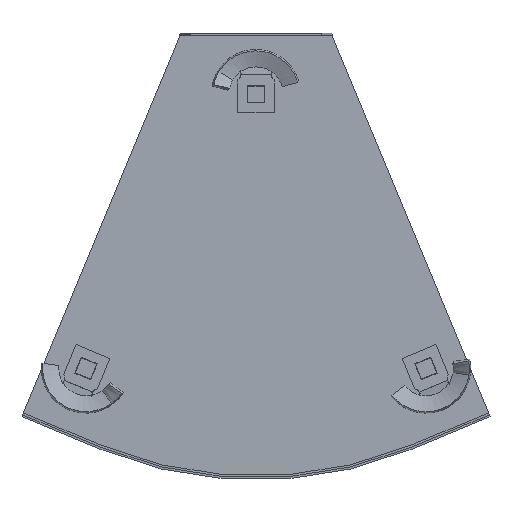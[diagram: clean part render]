
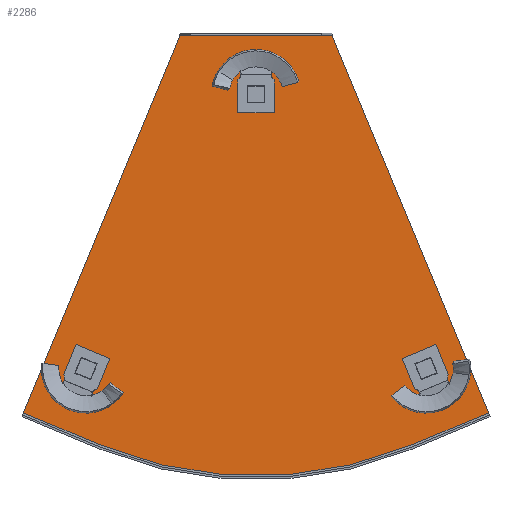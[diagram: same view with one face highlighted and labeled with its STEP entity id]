
A CAD part, front view. The second image highlights one B-rep face of the part: STEP entity #2286.
In plain terms, the highlighted planar face has unit normal (0, -1, 0).
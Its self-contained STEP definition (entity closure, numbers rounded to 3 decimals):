
#65 = LINE ( 'NONE', #1387, #4652 ) ;
#119 = ORIENTED_EDGE ( 'NONE', *, *, #2655, .F. ) ;
#195 = CARTESIAN_POINT ( 'NONE',  ( 37.399, -1., -12.621 ) ) ;
#206 = CARTESIAN_POINT ( 'NONE',  ( 114.338, -1., -198.063 ) ) ;
#207 = DIRECTION ( 'NONE',  ( 0., -1., 0. ) ) ;
#213 = DIRECTION ( 'NONE',  ( 0., 0., 1. ) ) ;
#307 = AXIS2_PLACEMENT_3D ( 'NONE', #3139, #3565, #5361 ) ;
#310 = CARTESIAN_POINT ( 'NONE',  ( -37.75, -1., -13.27 ) ) ;
#326 = ORIENTED_EDGE ( 'NONE', *, *, #772, .F. ) ;
#456 = DIRECTION ( 'NONE',  ( 0., -1., 0. ) ) ;
#482 = ORIENTED_EDGE ( 'NONE', *, *, #707, .F. ) ;
#602 = CARTESIAN_POINT ( 'NONE',  ( 0., -1., -49.55 ) ) ;
#707 = EDGE_CURVE ( 'NONE', #1600, #5412, #5404, .T. ) ;
#716 = EDGE_CURVE ( 'NONE', #3254, #4988, #3456, .T. ) ;
#730 = DIRECTION ( 'NONE',  ( 0., -1., 0. ) ) ;
#755 = VECTOR ( 'NONE', #3601, 1000. ) ;
#764 = CIRCLE ( 'NONE', #3379, 8.25 ) ;
#772 = EDGE_CURVE ( 'NONE', #2245, #2188, #3380, .T. ) ;
#779 = VERTEX_POINT ( 'NONE', #3670 ) ;
#817 = CARTESIAN_POINT ( 'NONE',  ( 37.278, -1., -12.27 ) ) ;
#956 = CARTESIAN_POINT ( 'NONE',  ( -76.001, -1., -213.952 ) ) ;
#1001 = AXIS2_PLACEMENT_3D ( 'NONE', #1775, #4882, #2233 ) ;
#1006 = CARTESIAN_POINT ( 'NONE',  ( 0., -1., -33.05 ) ) ;
#1055 = CARTESIAN_POINT ( 'NONE',  ( 37.655, -1., -13.112 ) ) ;
#1161 = ORIENTED_EDGE ( 'NONE', *, *, #4569, .F. ) ;
#1194 = VERTEX_POINT ( 'NONE', #817 ) ;
#1209 = CARTESIAN_POINT ( 'NONE',  ( 0., -1., -41.3 ) ) ;
#1226 = ORIENTED_EDGE ( 'NONE', *, *, #2265, .T. ) ;
#1267 = EDGE_CURVE ( 'NONE', #5509, #779, #5678, .T. ) ;
#1316 = EDGE_LOOP ( 'NONE', ( #482, #3289 ) ) ;
#1387 = CARTESIAN_POINT ( 'NONE',  ( -114.338, -1., -198.063 ) ) ;
#1408 = DIRECTION ( 'NONE',  ( 0.383, 0., -0.924 ) ) ;
#1425 = CARTESIAN_POINT ( 'NONE',  ( 32.25, -1., 0. ) ) ;
#1437 = VECTOR ( 'NONE', #3717, 1000. ) ;
#1442 = DIRECTION ( 'NONE',  ( 0.383, 0., 0.924 ) ) ;
#1475 = CARTESIAN_POINT ( 'NONE',  ( -114.338, -1., -198.063 ) ) ;
#1520 = CARTESIAN_POINT ( 'NONE',  ( -37.655, -1., -13.112 ) ) ;
#1576 = CARTESIAN_POINT ( 'NONE',  ( 0., -1., -41.3 ) ) ;
#1600 = VERTEX_POINT ( 'NONE', #2703 ) ;
#1615 = DIRECTION ( 'NONE',  ( 0., 0., 1. ) ) ;
#1623 = B_SPLINE_CURVE_WITH_KNOTS ( 'NONE', 3,
 ( #2931, #1520, #4648, #4705, #4223, #3358 ),
 .UNSPECIFIED., .F., .F.,
 ( 4, 2, 4 ),
 ( 0.003, 0.003, 0.004 ),
 .UNSPECIFIED. ) ;
#1766 = EDGE_LOOP ( 'NONE', ( #3774, #1226, #4588, #5000, #119, #2264, #3567, #1161 ) ) ;
#1775 = CARTESIAN_POINT ( 'NONE',  ( -83.61, -1., -176.159 ) ) ;
#1810 = CARTESIAN_POINT ( 'NONE',  ( -76.001, -1., -213.952 ) ) ;
#1816 = LINE ( 'NONE', #3443, #2576 ) ;
#1953 = VECTOR ( 'NONE', #1408, 1000. ) ;
#2147 = DIRECTION ( 'NONE',  ( 0., -1., 0. ) ) ;
#2188 = VERTEX_POINT ( 'NONE', #602 ) ;
#2233 = DIRECTION ( 'NONE',  ( 0., 0., 1. ) ) ;
#2245 = VERTEX_POINT ( 'NONE', #1006 ) ;
#2264 = ORIENTED_EDGE ( 'NONE', *, *, #3639, .F. ) ;
#2265 = EDGE_CURVE ( 'NONE', #5070, #1194, #2723, .T. ) ;
#2286 = ADVANCED_FACE ( 'NONE', ( #5619, #4867, #4401, #4259 ), #5511, .F. ) ;
#2428 = CARTESIAN_POINT ( 'NONE',  ( -37.278, -1., -12.27 ) ) ;
#2441 = CARTESIAN_POINT ( 'NONE',  ( 37.331, -1., -12.448 ) ) ;
#2576 = VECTOR ( 'NONE', #5604, 1000. ) ;
#2630 = AXIS2_PLACEMENT_3D ( 'NONE', #4289, #2147, #1615 ) ;
#2637 = LINE ( 'NONE', #5102, #1437 ) ;
#2655 = EDGE_CURVE ( 'NONE', #5234, #3230, #65, .T. ) ;
#2660 = ORIENTED_EDGE ( 'NONE', *, *, #5533, .F. ) ;
#2703 = CARTESIAN_POINT ( 'NONE',  ( 83.61, -1., -167.909 ) ) ;
#2705 = DIRECTION ( 'NONE',  ( 0., 0., 1. ) ) ;
#2723 = B_SPLINE_CURVE_WITH_KNOTS ( 'NONE', 3,
 ( #3715, #1055, #4624, #195, #2441, #4180 ),
 .UNSPECIFIED., .F., .F.,
 ( 4, 2, 4 ),
 ( 0.003, 0.003, 0.004 ),
 .UNSPECIFIED. ) ;
#2731 = DIRECTION ( 'NONE',  ( 0., 0., 1. ) ) ;
#2765 = AXIS2_PLACEMENT_3D ( 'NONE', #4893, #4049, #2731 ) ;
#2931 = CARTESIAN_POINT ( 'NONE',  ( -37.75, -1., -13.27 ) ) ;
#3139 = CARTESIAN_POINT ( 'NONE',  ( 83.61, -1., -176.159 ) ) ;
#3145 = LINE ( 'NONE', #1425, #1953 ) ;
#3230 = VERTEX_POINT ( 'NONE', #310 ) ;
#3254 = VERTEX_POINT ( 'NONE', #3887 ) ;
#3289 = ORIENTED_EDGE ( 'NONE', *, *, #5320, .F. ) ;
#3314 = EDGE_CURVE ( 'NONE', #3923, #1194, #1816, .T. ) ;
#3358 = CARTESIAN_POINT ( 'NONE',  ( -37.278, -1., -12.27 ) ) ;
#3379 = AXIS2_PLACEMENT_3D ( 'NONE', #1209, #730, #4708 ) ;
#3380 = CIRCLE ( 'NONE', #5609, 8.25 ) ;
#3443 = CARTESIAN_POINT ( 'NONE',  ( 0., -1., -12.27 ) ) ;
#3456 = CIRCLE ( 'NONE', #2765, 198.5 ) ;
#3565 = DIRECTION ( 'NONE',  ( 0., -1., 0. ) ) ;
#3567 = ORIENTED_EDGE ( 'NONE', *, *, #716, .F. ) ;
#3583 = CARTESIAN_POINT ( 'NONE',  ( 83.61, -1., -184.409 ) ) ;
#3601 = DIRECTION ( 'NONE',  ( -0.924, 0., 0.383 ) ) ;
#3628 = EDGE_CURVE ( 'NONE', #5070, #5628, #3145, .T. ) ;
#3639 = EDGE_CURVE ( 'NONE', #4988, #5234, #4330, .T. ) ;
#3670 = CARTESIAN_POINT ( 'NONE',  ( -83.61, -1., -167.909 ) ) ;
#3715 = CARTESIAN_POINT ( 'NONE',  ( 37.75, -1., -13.27 ) ) ;
#3717 = DIRECTION ( 'NONE',  ( -0.924, 0., -0.383 ) ) ;
#3722 = CARTESIAN_POINT ( 'NONE',  ( -83.61, -1., -176.159 ) ) ;
#3774 = ORIENTED_EDGE ( 'NONE', *, *, #3628, .F. ) ;
#3887 = CARTESIAN_POINT ( 'NONE',  ( 76.001, -1., -213.952 ) ) ;
#3923 = VERTEX_POINT ( 'NONE', #2428 ) ;
#4029 = CARTESIAN_POINT ( 'NONE',  ( 37.75, -1., -13.27 ) ) ;
#4049 = DIRECTION ( 'NONE',  ( 0., 1., 0. ) ) ;
#4180 = CARTESIAN_POINT ( 'NONE',  ( 37.278, -1., -12.27 ) ) ;
#4212 = DIRECTION ( 'NONE',  ( 0., 0., 1. ) ) ;
#4223 = CARTESIAN_POINT ( 'NONE',  ( -37.331, -1., -12.448 ) ) ;
#4259 = FACE_OUTER_BOUND ( 'NONE', #1766, .T. ) ;
#4289 = CARTESIAN_POINT ( 'NONE',  ( 83.61, -1., -176.159 ) ) ;
#4330 = LINE ( 'NONE', #956, #755 ) ;
#4401 = FACE_BOUND ( 'NONE', #5561, .T. ) ;
#4479 = CARTESIAN_POINT ( 'NONE',  ( -83.61, -1., -184.409 ) ) ;
#4569 = EDGE_CURVE ( 'NONE', #5628, #3254, #2637, .T. ) ;
#4588 = ORIENTED_EDGE ( 'NONE', *, *, #3314, .F. ) ;
#4624 = CARTESIAN_POINT ( 'NONE',  ( 37.56, -1., -12.953 ) ) ;
#4648 = CARTESIAN_POINT ( 'NONE',  ( -37.56, -1., -12.953 ) ) ;
#4652 = VECTOR ( 'NONE', #1442, 1000. ) ;
#4705 = CARTESIAN_POINT ( 'NONE',  ( -37.399, -1., -12.621 ) ) ;
#4708 = DIRECTION ( 'NONE',  ( 0., 0., 1. ) ) ;
#4715 = DIRECTION ( 'NONE',  ( 0., 1., 0. ) ) ;
#4804 = ORIENTED_EDGE ( 'NONE', *, *, #1267, .F. ) ;
#4867 = FACE_BOUND ( 'NONE', #1316, .T. ) ;
#4871 = ORIENTED_EDGE ( 'NONE', *, *, #5356, .F. ) ;
#4882 = DIRECTION ( 'NONE',  ( 0., -1., 0. ) ) ;
#4893 = CARTESIAN_POINT ( 'NONE',  ( 0., -1., -30.578 ) ) ;
#4988 = VERTEX_POINT ( 'NONE', #1810 ) ;
#5000 = ORIENTED_EDGE ( 'NONE', *, *, #5572, .F. ) ;
#5062 = AXIS2_PLACEMENT_3D ( 'NONE', #5627, #4715, #213 ) ;
#5070 = VERTEX_POINT ( 'NONE', #4029 ) ;
#5102 = CARTESIAN_POINT ( 'NONE',  ( 114.338, -1., -198.063 ) ) ;
#5210 = CIRCLE ( 'NONE', #5587, 8.25 ) ;
#5234 = VERTEX_POINT ( 'NONE', #1475 ) ;
#5320 = EDGE_CURVE ( 'NONE', #5412, #1600, #5565, .T. ) ;
#5356 = EDGE_CURVE ( 'NONE', #2188, #2245, #764, .T. ) ;
#5361 = DIRECTION ( 'NONE',  ( 0., 0., 1. ) ) ;
#5404 = CIRCLE ( 'NONE', #307, 8.25 ) ;
#5412 = VERTEX_POINT ( 'NONE', #3583 ) ;
#5509 = VERTEX_POINT ( 'NONE', #4479 ) ;
#5510 = EDGE_LOOP ( 'NONE', ( #326, #4871 ) ) ;
#5511 = PLANE ( 'NONE',  #5062 ) ;
#5533 = EDGE_CURVE ( 'NONE', #779, #5509, #5210, .T. ) ;
#5561 = EDGE_LOOP ( 'NONE', ( #2660, #4804 ) ) ;
#5565 = CIRCLE ( 'NONE', #2630, 8.25 ) ;
#5572 = EDGE_CURVE ( 'NONE', #3230, #3923, #1623, .T. ) ;
#5587 = AXIS2_PLACEMENT_3D ( 'NONE', #3722, #456, #2705 ) ;
#5604 = DIRECTION ( 'NONE',  ( 1., 0., 0. ) ) ;
#5609 = AXIS2_PLACEMENT_3D ( 'NONE', #1576, #207, #4212 ) ;
#5619 = FACE_BOUND ( 'NONE', #5510, .T. ) ;
#5627 = CARTESIAN_POINT ( 'NONE',  ( 0., -1., -30.578 ) ) ;
#5628 = VERTEX_POINT ( 'NONE', #206 ) ;
#5678 = CIRCLE ( 'NONE', #1001, 8.25 ) ;
